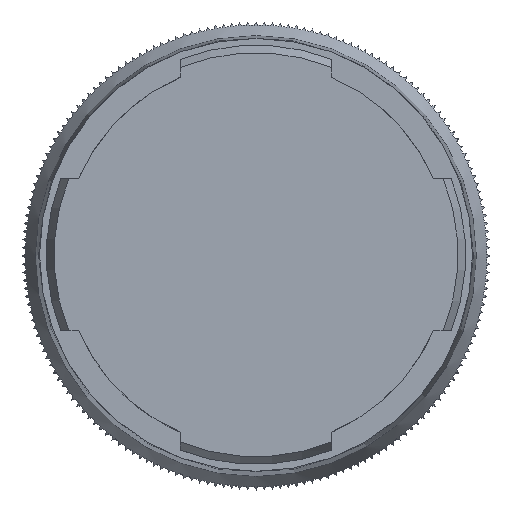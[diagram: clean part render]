
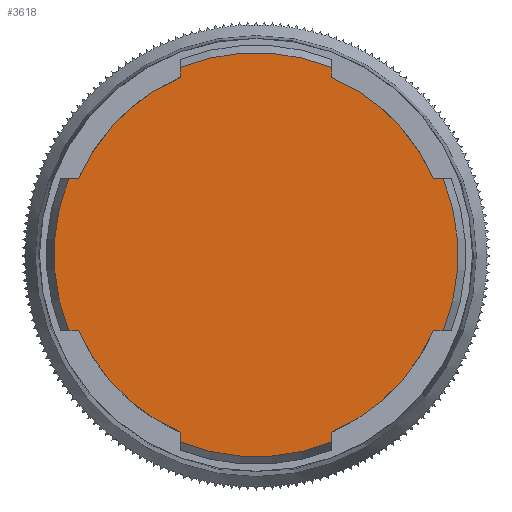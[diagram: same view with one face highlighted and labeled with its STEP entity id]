
A CAD part, top view. The second image highlights one B-rep face of the part: STEP entity #3618.
In plain terms, the highlighted planar face has unit normal (0, 0, 1).
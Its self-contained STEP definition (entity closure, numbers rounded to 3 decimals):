
#412=PLANE('',#12301);
#1000=FACE_OUTER_BOUND('',#4447,.T.);
#1578=LINE('',#19726,#2222);
#1579=LINE('',#19728,#2223);
#1583=LINE('',#19740,#2227);
#1585=LINE('',#19748,#2229);
#1588=LINE('',#19752,#2232);
#1589=LINE('',#19754,#2233);
#1593=LINE('',#19766,#2237);
#1595=LINE('',#19774,#2239);
#2222=VECTOR('',#14748,1.);
#2223=VECTOR('',#14751,1.);
#2227=VECTOR('',#14757,1.);
#2229=VECTOR('',#14761,1.);
#2232=VECTOR('',#14766,1.);
#2233=VECTOR('',#14769,1.);
#2237=VECTOR('',#14775,1.);
#2239=VECTOR('',#14779,1.);
#3618=ADVANCED_FACE('',(#1000),#412,.F.);
#4447=EDGE_LOOP('',(#7848,#7849,#7850,#7851,#7852,#7853,#7854,#7855,#7856,
#7857,#7858,#7859,#7860,#7861,#7862,#7863));
#7848=ORIENTED_EDGE('',*,*,#10292,.F.);
#7849=ORIENTED_EDGE('',*,*,#10850,.T.);
#7850=ORIENTED_EDGE('',*,*,#10877,.F.);
#7851=ORIENTED_EDGE('',*,*,#10867,.T.);
#7852=ORIENTED_EDGE('',*,*,#10288,.F.);
#7853=ORIENTED_EDGE('',*,*,#10870,.T.);
#7854=ORIENTED_EDGE('',*,*,#10298,.F.);
#7855=ORIENTED_EDGE('',*,*,#10861,.T.);
#7856=ORIENTED_EDGE('',*,*,#10284,.F.);
#7857=ORIENTED_EDGE('',*,*,#10862,.T.);
#7858=ORIENTED_EDGE('',*,*,#10876,.F.);
#7859=ORIENTED_EDGE('',*,*,#10855,.T.);
#7860=ORIENTED_EDGE('',*,*,#10280,.F.);
#7861=ORIENTED_EDGE('',*,*,#10858,.T.);
#7862=ORIENTED_EDGE('',*,*,#10296,.F.);
#7863=ORIENTED_EDGE('',*,*,#10849,.T.);
#9100=VERTEX_POINT('',#18575);
#9102=VERTEX_POINT('',#18579);
#9103=VERTEX_POINT('',#18581);
#9106=VERTEX_POINT('',#18587);
#9107=VERTEX_POINT('',#18589);
#9110=VERTEX_POINT('',#18595);
#9111=VERTEX_POINT('',#18597);
#9114=VERTEX_POINT('',#18603);
#9118=VERTEX_POINT('',#18614);
#9119=VERTEX_POINT('',#18616);
#9120=VERTEX_POINT('',#18622);
#9121=VERTEX_POINT('',#18623);
#9128=VERTEX_POINT('',#19729);
#9132=VERTEX_POINT('',#19741);
#9134=VERTEX_POINT('',#19755);
#9138=VERTEX_POINT('',#19767);
#10280=EDGE_CURVE('',#9102,#9103,#11320,.T.);
#10284=EDGE_CURVE('',#9106,#9107,#11322,.T.);
#10288=EDGE_CURVE('',#9110,#9111,#11324,.T.);
#10292=EDGE_CURVE('',#9114,#9100,#11326,.T.);
#10296=EDGE_CURVE('',#9118,#9119,#11329,.T.);
#10298=EDGE_CURVE('',#9120,#9121,#11330,.T.);
#10849=EDGE_CURVE('',#9118,#9100,#1578,.T.);
#10850=EDGE_CURVE('',#9114,#9128,#1579,.T.);
#10855=EDGE_CURVE('',#9132,#9103,#1583,.T.);
#10858=EDGE_CURVE('',#9102,#9119,#1585,.T.);
#10861=EDGE_CURVE('',#9120,#9107,#1588,.T.);
#10862=EDGE_CURVE('',#9106,#9134,#1589,.T.);
#10867=EDGE_CURVE('',#9138,#9111,#1593,.T.);
#10870=EDGE_CURVE('',#9110,#9121,#1595,.T.);
#10876=EDGE_CURVE('',#9132,#9134,#11338,.T.);
#10877=EDGE_CURVE('',#9138,#9128,#11339,.T.);
#11320=CIRCLE('',#11716,12.7);
#11322=CIRCLE('',#11718,12.7);
#11324=CIRCLE('',#11720,12.7);
#11326=CIRCLE('',#11722,12.7);
#11329=CIRCLE('',#11726,13.3);
#11330=CIRCLE('',#11728,13.3);
#11338=CIRCLE('',#12292,13.3);
#11339=CIRCLE('',#12294,13.3);
#11716=AXIS2_PLACEMENT_3D('',#18580,#13081,#13082);
#11718=AXIS2_PLACEMENT_3D('',#18588,#13087,#13088);
#11720=AXIS2_PLACEMENT_3D('',#18596,#13093,#13094);
#11722=AXIS2_PLACEMENT_3D('',#18604,#13099,#13100);
#11726=AXIS2_PLACEMENT_3D('',#18615,#13107,#13108);
#11728=AXIS2_PLACEMENT_3D('',#18621,#13111,#13112);
#12292=AXIS2_PLACEMENT_3D('',#19787,#14803,#14804);
#12294=AXIS2_PLACEMENT_3D('',#19789,#14807,#14808);
#12301=AXIS2_PLACEMENT_3D('',#19796,#14821,#14822);
#13081=DIRECTION('',(0.,0.,-1.));
#13082=DIRECTION('',(1.,0.,0.));
#13087=DIRECTION('',(0.,0.,-1.));
#13088=DIRECTION('',(1.,0.,0.));
#13093=DIRECTION('',(0.,0.,-1.));
#13094=DIRECTION('',(1.,0.,0.));
#13099=DIRECTION('',(0.,0.,-1.));
#13100=DIRECTION('',(1.,0.,0.));
#13107=DIRECTION('',(0.,0.,-1.));
#13108=DIRECTION('',(1.,0.,0.));
#13111=DIRECTION('',(0.,0.,-1.));
#13112=DIRECTION('',(1.,0.,0.));
#14748=DIRECTION('',(-1.,0.,0.));
#14751=DIRECTION('',(0.,1.,0.));
#14757=DIRECTION('',(0.,1.,0.));
#14761=DIRECTION('',(1.,0.,0.));
#14766=DIRECTION('',(1.,0.,0.));
#14769=DIRECTION('',(0.,-1.,0.));
#14775=DIRECTION('',(0.,-1.,0.));
#14779=DIRECTION('',(-1.,0.,0.));
#14803=DIRECTION('',(0.,0.,-1.));
#14804=DIRECTION('',(1.,0.,0.));
#14807=DIRECTION('',(0.,0.,-1.));
#14808=DIRECTION('',(1.,0.,0.));
#14821=DIRECTION('',(0.,0.,-1.));
#14822=DIRECTION('',(0.,-1.,0.));
#18575=CARTESIAN_POINT('',(11.674,5.,24.45));
#18579=CARTESIAN_POINT('',(11.674,-5.,24.45));
#18580=CARTESIAN_POINT('',(0.,0.,24.45));
#18581=CARTESIAN_POINT('',(5.,-11.674,24.45));
#18587=CARTESIAN_POINT('',(-5.,-11.674,24.45));
#18588=CARTESIAN_POINT('',(0.,0.,24.45));
#18589=CARTESIAN_POINT('',(-11.674,-5.,24.45));
#18595=CARTESIAN_POINT('',(-11.674,5.,24.45));
#18596=CARTESIAN_POINT('',(0.,0.,24.45));
#18597=CARTESIAN_POINT('',(-5.,11.674,24.45));
#18603=CARTESIAN_POINT('',(5.,11.674,24.45));
#18604=CARTESIAN_POINT('',(0.,0.,24.45));
#18614=CARTESIAN_POINT('',(12.324,5.,24.45));
#18615=CARTESIAN_POINT('',(0.,0.,24.45));
#18616=CARTESIAN_POINT('',(12.324,-5.,24.45));
#18621=CARTESIAN_POINT('',(0.,0.,24.45));
#18622=CARTESIAN_POINT('',(-12.324,-5.,24.45));
#18623=CARTESIAN_POINT('',(-12.324,5.,24.45));
#19726=CARTESIAN_POINT('',(12.324,5.,24.45));
#19728=CARTESIAN_POINT('',(5.,10.909,24.45));
#19729=CARTESIAN_POINT('',(5.,12.324,24.45));
#19740=CARTESIAN_POINT('',(5.,-12.324,24.45));
#19741=CARTESIAN_POINT('',(5.,-12.324,24.45));
#19748=CARTESIAN_POINT('',(10.909,-5.,24.45));
#19752=CARTESIAN_POINT('',(-12.324,-5.,24.45));
#19754=CARTESIAN_POINT('',(-5.,-10.909,24.45));
#19755=CARTESIAN_POINT('',(-5.,-12.324,24.45));
#19766=CARTESIAN_POINT('',(-5.,12.324,24.45));
#19767=CARTESIAN_POINT('',(-5.,12.324,24.45));
#19774=CARTESIAN_POINT('',(-10.909,5.,24.45));
#19787=CARTESIAN_POINT('',(0.,0.,24.45));
#19789=CARTESIAN_POINT('',(0.,0.,24.45));
#19796=CARTESIAN_POINT('',(0.593,8.68,24.45));
